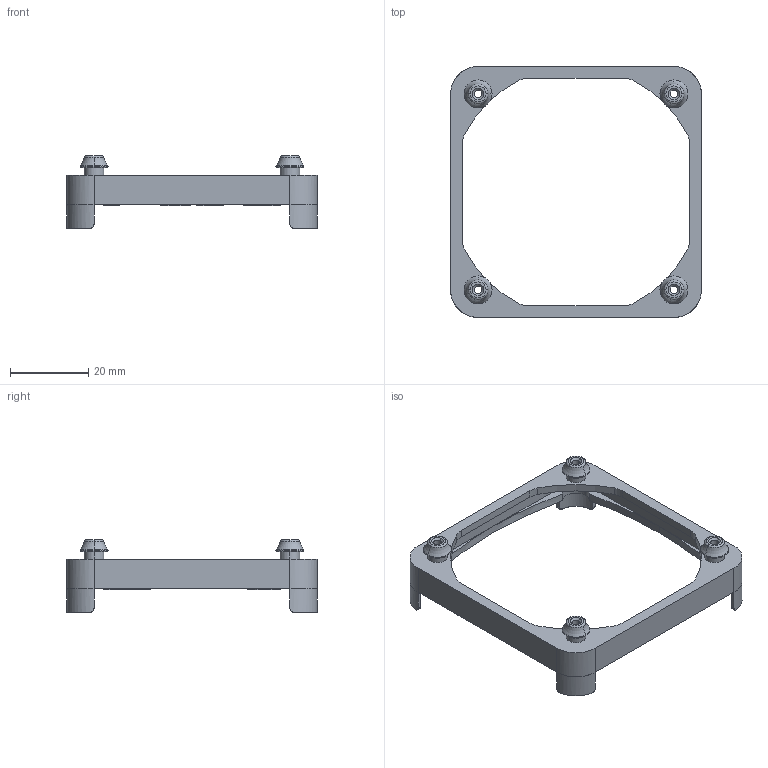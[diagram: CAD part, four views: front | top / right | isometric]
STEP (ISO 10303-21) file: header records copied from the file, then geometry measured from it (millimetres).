
FILE_DESCRIPTION((''),'2;1');
FILE_NAME('LM-60-30-20-F.stp','2006-07-31T14:41:23',(''),(''),'Mechanical Desktop.R8.0.24.0','Mechanical Desktop.R8.0.24.0',', , ');
FILE_SCHEMA(('CONFIG_CONTROL_DESIGN'));
Length unit declared in the file: millimetre
Products named in the file (2): LM-60-30-20-F OVA; LM-60-30-20-F OV
Assembly tree (1 placements, depth 2):
  LM-60-30-20-F OVA
    LM-60-30-20-F OV
Bounding box: 64 x 64 x 18.5 mm (x, y, z)
Volume: 5805.9 mm3; surface area: 7208.8 mm2
Topology: 1 solids, 1 shells, 1046 faces, 2850 edges, 1867 vertices
Faces by surface type: bspline 519, plane 348, cylinder 119, torus 36, sphere 16, cone 8
Entity records: 36396 total; most frequent: CARTESIAN_POINT 13308, ORIENTED_EDGE 5652, DIRECTION 3169, EDGE_CURVE 2826, VERTEX_POINT 1859, VECTOR 1433, LINE 1433, EDGE_LOOP 1133
